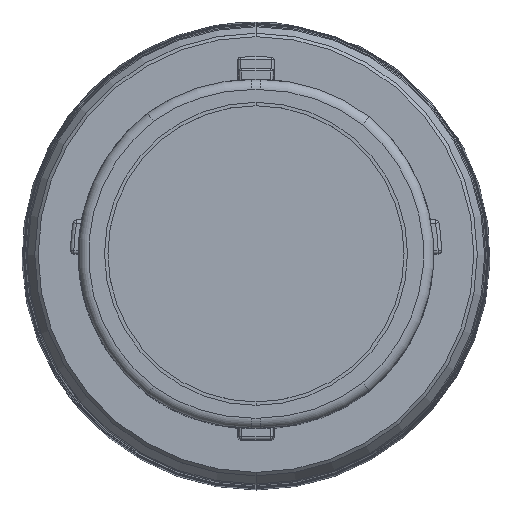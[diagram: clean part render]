
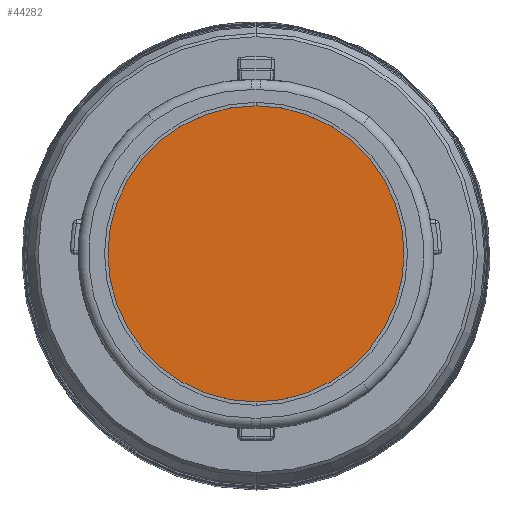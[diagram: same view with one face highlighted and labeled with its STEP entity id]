
A CAD part, top view. The second image highlights one B-rep face of the part: STEP entity #44282.
In plain terms, the highlighted planar face has unit normal (0, 0, 1).
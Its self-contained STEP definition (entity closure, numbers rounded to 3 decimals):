
#16088=CARTESIAN_POINT('',(0.,0.,47.5));
#16089=DIRECTION('',(0.,0.,1.));
#16090=DIRECTION('',(0.,1.,0.));
#16091=AXIS2_PLACEMENT_3D('',#16088,#16089,#16090);
#16098=CARTESIAN_POINT('',(0.,0.,47.5));
#16099=DIRECTION('',(0.,0.,1.));
#16100=DIRECTION('',(0.,-1.,0.));
#16101=AXIS2_PLACEMENT_3D('',#16098,#16099,#16100);
#18879=CARTESIAN_POINT('',(0.,8.9,47.5));
#18880=CARTESIAN_POINT('',(0.,-8.9,47.5));
#18881=VERTEX_POINT('',#18879);
#18882=VERTEX_POINT('',#18880);
#44272=CARTESIAN_POINT('',(0.,0.,47.5));
#44273=DIRECTION('',(0.,0.,-1.));
#44274=DIRECTION('',(0.,-1.,0.));
#44275=AXIS2_PLACEMENT_3D('',#44272,#44273,#44274);
#44276=PLANE('',#44275);
#44277=ORIENTED_EDGE('',*,*,#44262,.F.);
#44279=ORIENTED_EDGE('',*,*,#44278,.F.);
#44280=EDGE_LOOP('',(#44277,#44279));
#44281=FACE_OUTER_BOUND('',#44280,.F.);
#44282=ADVANCED_FACE('',(#44281),#44276,.F.);
#16092=CIRCLE('',#16091,8.9);
#16102=CIRCLE('',#16101,8.9);
#44262=EDGE_CURVE('',#18881,#18882,#16092,.T.);
#44278=EDGE_CURVE('',#18882,#18881,#16102,.T.);
